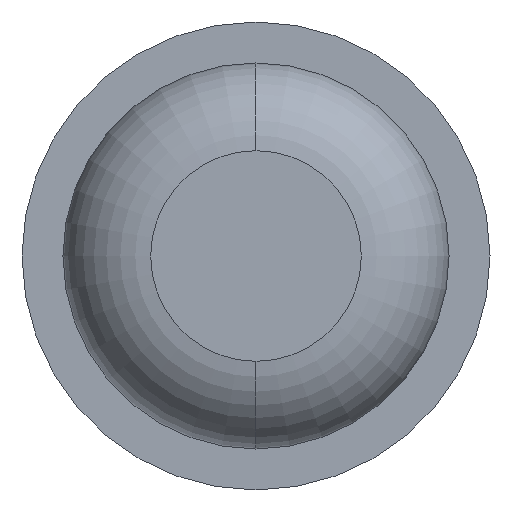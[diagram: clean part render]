
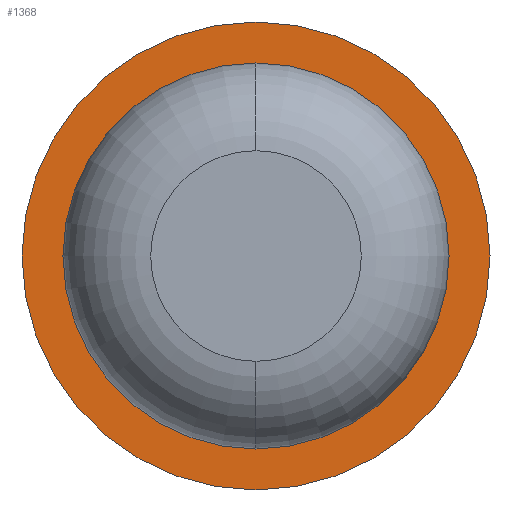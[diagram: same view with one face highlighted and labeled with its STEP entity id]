
A CAD part, front view. The second image highlights one B-rep face of the part: STEP entity #1368.
In plain terms, the highlighted planar face has unit normal (0, -1, 0).
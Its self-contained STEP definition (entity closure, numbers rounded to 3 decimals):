
#82 = AXIS2_PLACEMENT_3D ( 'NONE', #3193, #3206, #3895 ) ;
#273 = ORIENTED_EDGE ( 'NONE', *, *, #2491, .T. ) ;
#380 = CARTESIAN_POINT ( 'NONE',  ( -1., -9., 0. ) ) ;
#530 = ORIENTED_EDGE ( 'NONE', *, *, #731, .F. ) ;
#612 = VERTEX_POINT ( 'NONE', #380 ) ;
#655 = DIRECTION ( 'NONE',  ( 0., 1., 0. ) ) ;
#731 = EDGE_CURVE ( 'Defeature ausgef�hrt1_5+Defeature ausgef�hrt1_4+Defeature ausgef�hrt1_4+Defeature ausgef�hrt1_4', #612, #2695, #1953, .T. ) ;
#1032 = CARTESIAN_POINT ( 'NONE',  ( 0., -9., 0. ) ) ;
#1047 = DIRECTION ( 'NONE',  ( -1., 0., 0. ) ) ;
#1064 = FACE_BOUND ( 'NONE', #3603, .T. ) ;
#1127 = CARTESIAN_POINT ( 'NONE',  ( 1., -9., 0. ) ) ;
#1259 = AXIS2_PLACEMENT_3D ( 'NONE', #1032, #2704, #3408 ) ;
#1368 = ADVANCED_FACE ( 'Defeature ausgef�hrt1_4', ( #3395, #1064 ), #1512, .F. ) ;
#1512 = PLANE ( 'NONE',  #82 ) ;
#1673 = CARTESIAN_POINT ( 'NONE',  ( 0., -9., 0. ) ) ;
#1676 = AXIS2_PLACEMENT_3D ( 'NONE', #1673, #655, #3411 ) ;
#1706 = VERTEX_POINT ( 'NONE', #2446 ) ;
#1710 = CIRCLE ( 'NONE', #1259, 0.825 ) ;
#1953 = CIRCLE ( 'NONE', #1676, 1. ) ;
#2140 = AXIS2_PLACEMENT_3D ( 'NONE', #3787, #3437, #1047 ) ;
#2446 = CARTESIAN_POINT ( 'NONE',  ( 0., -9., 0.825 ) ) ;
#2491 = EDGE_CURVE ( 'Defeature ausgef�hrt1_4+Defeature ausgef�hrt1_0+Defeature ausgef�hrt1_0+Defeature ausgef�hrt1_0', #3059, #1706, #1710, .T. ) ;
#2503 = CIRCLE ( 'NONE', #3448, 0.825 ) ;
#2543 = EDGE_LOOP ( 'NONE', ( #530, #2988 ) ) ;
#2599 = CARTESIAN_POINT ( 'NONE',  ( 0., -9., 0. ) ) ;
#2695 = VERTEX_POINT ( 'NONE', #1127 ) ;
#2704 = DIRECTION ( 'NONE',  ( 0., 1., 0. ) ) ;
#2988 = ORIENTED_EDGE ( 'NONE', *, *, #4050, .F. ) ;
#3006 = ORIENTED_EDGE ( 'NONE', *, *, #3902, .T. ) ;
#3059 = VERTEX_POINT ( 'NONE', #3415 ) ;
#3193 = CARTESIAN_POINT ( 'NONE',  ( 0.825, -9., 0. ) ) ;
#3206 = DIRECTION ( 'NONE',  ( 0., 1., 0. ) ) ;
#3274 = DIRECTION ( 'NONE',  ( -1., 0., 0. ) ) ;
#3294 = DIRECTION ( 'NONE',  ( 0., 1., 0. ) ) ;
#3395 = FACE_OUTER_BOUND ( 'NONE', #2543, .T. ) ;
#3403 = CIRCLE ( 'NONE', #2140, 1. ) ;
#3408 = DIRECTION ( 'NONE',  ( -1., 0., 0. ) ) ;
#3411 = DIRECTION ( 'NONE',  ( -1., 0., 0. ) ) ;
#3415 = CARTESIAN_POINT ( 'NONE',  ( 0., -9., -0.825 ) ) ;
#3437 = DIRECTION ( 'NONE',  ( 0., 1., 0. ) ) ;
#3448 = AXIS2_PLACEMENT_3D ( 'NONE', #2599, #3294, #3274 ) ;
#3603 = EDGE_LOOP ( 'NONE', ( #3006, #273 ) ) ;
#3787 = CARTESIAN_POINT ( 'NONE',  ( 0., -9., 0. ) ) ;
#3895 = DIRECTION ( 'NONE',  ( -1., 0., 0. ) ) ;
#3902 = EDGE_CURVE ( 'Defeature ausgef�hrt1_4+Defeature ausgef�hrt1_0+Defeature ausgef�hrt1_0+Defeature ausgef�hrt1_0', #1706, #3059, #2503, .T. ) ;
#4050 = EDGE_CURVE ( 'Defeature ausgef�hrt1_5+Defeature ausgef�hrt1_4+Defeature ausgef�hrt1_4+Defeature ausgef�hrt1_4', #2695, #612, #3403, .T. ) ;
